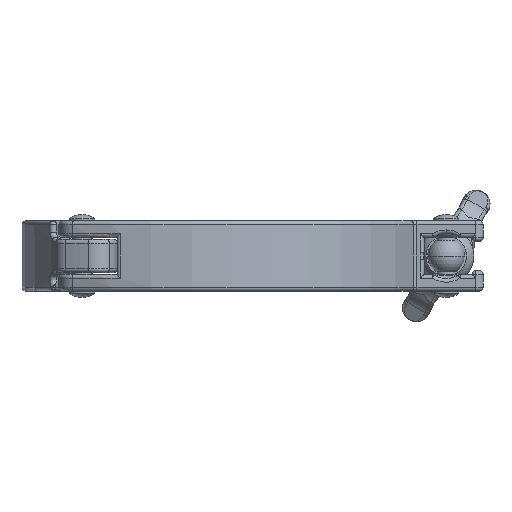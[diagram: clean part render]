
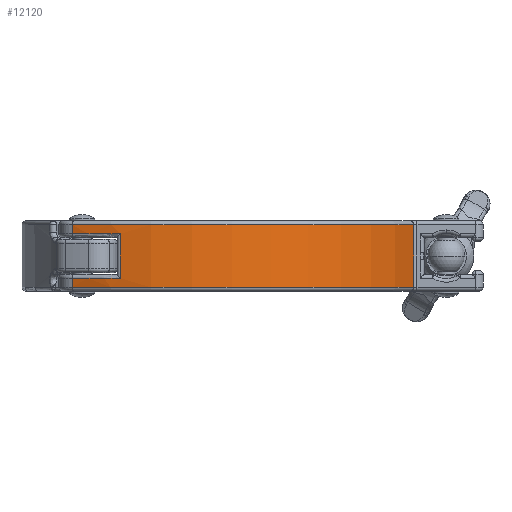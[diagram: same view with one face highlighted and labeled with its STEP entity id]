
A CAD part, front view. The second image highlights one B-rep face of the part: STEP entity #12120.
In plain terms, the highlighted cylindrical face has radius 69 mm (diameter 138 mm), a partial arc.
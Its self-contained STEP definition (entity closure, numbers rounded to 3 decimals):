
#329 = AXIS2_PLACEMENT_3D ( 'NONE', #10716, #7772, #2170 ) ;
#557 = CARTESIAN_POINT ( 'NONE',  ( -10., 13., 8.5 ) ) ;
#959 = AXIS2_PLACEMENT_3D ( 'NONE', #3348, #16082, #2026 ) ;
#1078 = DIRECTION ( 'NONE',  ( 0., 0., -1. ) ) ;
#1481 = AXIS2_PLACEMENT_3D ( 'NONE', #5959, #14790, #10142 ) ;
#2026 = DIRECTION ( 'NONE',  ( -1., 0., 0. ) ) ;
#2170 = DIRECTION ( 'NONE',  ( 1., 0., 0. ) ) ;
#2557 = CIRCLE ( 'NONE', #18330, 69. ) ;
#2583 = AXIS2_PLACEMENT_3D ( 'NONE', #9426, #11416, #17203 ) ;
#3348 = CARTESIAN_POINT ( 'NONE',  ( -10., 13., 6. ) ) ;
#3627 = CYLINDRICAL_SURFACE ( 'NONE', #2583, 69. ) ;
#3847 = VERTEX_POINT ( 'NONE', #17851 ) ;
#4465 = EDGE_CURVE ( 'NONE', #3847, #15204, #9748, .T. ) ;
#4553 = ORIENTED_EDGE ( 'NONE', *, *, #6899, .T. ) ;
#4984 = CARTESIAN_POINT ( 'NONE',  ( 53.661, -13.614, 9.5 ) ) ;
#5344 = VECTOR ( 'NONE', #1078, 1000. ) ;
#5745 = EDGE_CURVE ( 'NONE', #6645, #16411, #2557, .T. ) ;
#5829 = CARTESIAN_POINT ( 'NONE',  ( -25.889, -54.146, 6. ) ) ;
#5959 = CARTESIAN_POINT ( 'NONE',  ( -10., 13., -6. ) ) ;
#6117 = CIRCLE ( 'NONE', #959, 69. ) ;
#6282 = ORIENTED_EDGE ( 'NONE', *, *, #18471, .T. ) ;
#6611 = CIRCLE ( 'NONE', #1481, 69. ) ;
#6645 = VERTEX_POINT ( 'NONE', #16326 ) ;
#6672 = ORIENTED_EDGE ( 'NONE', *, *, #13121, .T. ) ;
#6899 = EDGE_CURVE ( 'NONE', #15204, #14877, #18186, .T. ) ;
#7427 = VECTOR ( 'NONE', #9472, 1000. ) ;
#7632 = VERTEX_POINT ( 'NONE', #9306 ) ;
#7772 = DIRECTION ( 'NONE',  ( 0., 0., 1. ) ) ;
#8039 = VECTOR ( 'NONE', #10178, 1000. ) ;
#8099 = CARTESIAN_POINT ( 'NONE',  ( -38.865, -49.672, 6. ) ) ;
#8218 = EDGE_CURVE ( 'NONE', #6645, #14877, #18079, .T. ) ;
#8693 = EDGE_CURVE ( 'NONE', #7632, #3847, #6611, .T. ) ;
#8841 = LINE ( 'NONE', #16340, #8039 ) ;
#9306 = CARTESIAN_POINT ( 'NONE',  ( -25.889, -54.146, -6. ) ) ;
#9426 = CARTESIAN_POINT ( 'NONE',  ( -10., 13., 9.5 ) ) ;
#9472 = DIRECTION ( 'NONE',  ( 0., 0., -1. ) ) ;
#9748 = LINE ( 'NONE', #15543, #7427 ) ;
#10121 = ORIENTED_EDGE ( 'NONE', *, *, #4465, .T. ) ;
#10142 = DIRECTION ( 'NONE',  ( -1., 0., 0. ) ) ;
#10178 = DIRECTION ( 'NONE',  ( 0., 0., -1. ) ) ;
#10195 = CARTESIAN_POINT ( 'NONE',  ( -38.865, -49.672, -8.5 ) ) ;
#10598 = DIRECTION ( 'NONE',  ( 0., 0., -1. ) ) ;
#10716 = CARTESIAN_POINT ( 'NONE',  ( -10., 13., -8.5 ) ) ;
#10842 = FACE_OUTER_BOUND ( 'NONE', #18400, .T. ) ;
#11296 = VERTEX_POINT ( 'NONE', #8099 ) ;
#11406 = VERTEX_POINT ( 'NONE', #5829 ) ;
#11416 = DIRECTION ( 'NONE',  ( 0., 0., -1. ) ) ;
#12034 = ORIENTED_EDGE ( 'NONE', *, *, #12169, .T. ) ;
#12120 = ADVANCED_FACE ( 'NONE', ( #10842 ), #3627, .T. ) ;
#12125 = ORIENTED_EDGE ( 'NONE', *, *, #5745, .T. ) ;
#12169 = EDGE_CURVE ( 'NONE', #16411, #11296, #8841, .T. ) ;
#12292 = ORIENTED_EDGE ( 'NONE', *, *, #8218, .F. ) ;
#12358 = ORIENTED_EDGE ( 'NONE', *, *, #8693, .T. ) ;
#13121 = EDGE_CURVE ( 'NONE', #11406, #7632, #15789, .T. ) ;
#14179 = CARTESIAN_POINT ( 'NONE',  ( -25.889, -54.146, 9.5 ) ) ;
#14519 = CARTESIAN_POINT ( 'NONE',  ( 53.661, -13.614, -8.5 ) ) ;
#14790 = DIRECTION ( 'NONE',  ( 0., 0., -1. ) ) ;
#14877 = VERTEX_POINT ( 'NONE', #14519 ) ;
#15204 = VERTEX_POINT ( 'NONE', #10195 ) ;
#15543 = CARTESIAN_POINT ( 'NONE',  ( -38.865, -49.672, 9.5 ) ) ;
#15789 = LINE ( 'NONE', #14179, #5344 ) ;
#15811 = CARTESIAN_POINT ( 'NONE',  ( -38.865, -49.672, 8.5 ) ) ;
#16082 = DIRECTION ( 'NONE',  ( 0., 0., 1. ) ) ;
#16326 = CARTESIAN_POINT ( 'NONE',  ( 53.661, -13.614, 8.5 ) ) ;
#16340 = CARTESIAN_POINT ( 'NONE',  ( -38.865, -49.672, 9.5 ) ) ;
#16411 = VERTEX_POINT ( 'NONE', #15811 ) ;
#16579 = DIRECTION ( 'NONE',  ( 1., 0., 0. ) ) ;
#17203 = DIRECTION ( 'NONE',  ( -1., 0., 0. ) ) ;
#17580 = VECTOR ( 'NONE', #17986, 1000. ) ;
#17851 = CARTESIAN_POINT ( 'NONE',  ( -38.865, -49.672, -6. ) ) ;
#17986 = DIRECTION ( 'NONE',  ( 0., 0., -1. ) ) ;
#18079 = LINE ( 'NONE', #4984, #17580 ) ;
#18186 = CIRCLE ( 'NONE', #329, 69. ) ;
#18330 = AXIS2_PLACEMENT_3D ( 'NONE', #557, #10598, #16579 ) ;
#18400 = EDGE_LOOP ( 'NONE', ( #6672, #12358, #10121, #4553, #12292, #12125, #12034, #6282 ) ) ;
#18471 = EDGE_CURVE ( 'NONE', #11296, #11406, #6117, .T. ) ;
